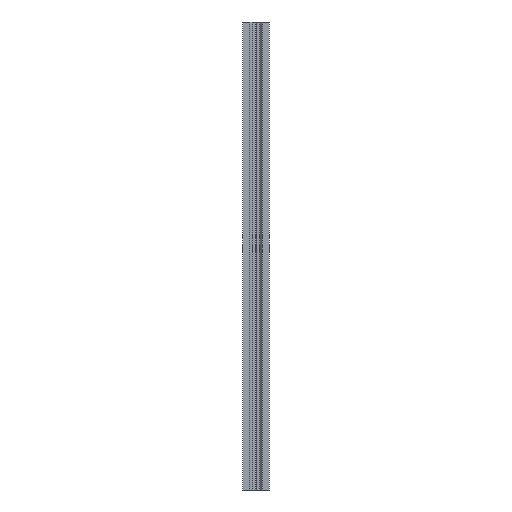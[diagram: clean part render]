
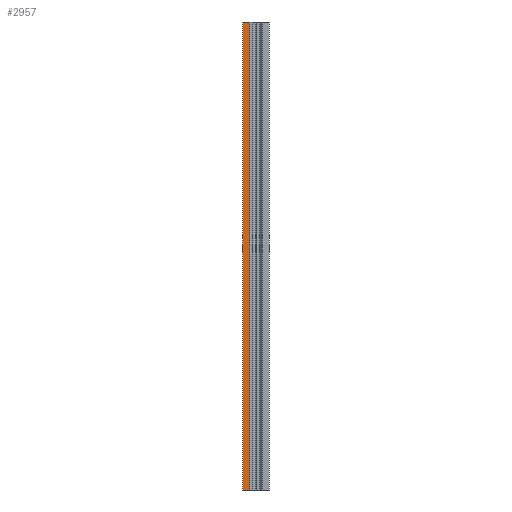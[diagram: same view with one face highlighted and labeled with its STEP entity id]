
A CAD part, left-side view. The second image highlights one B-rep face of the part: STEP entity #2957.
In plain terms, the highlighted planar face has unit normal (-1, 0, 0).
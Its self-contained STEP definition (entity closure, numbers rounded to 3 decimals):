
#113 = PLANE('',#114);
#114 = AXIS2_PLACEMENT_3D('',#115,#116,#117);
#115 = CARTESIAN_POINT('',(-5.433,5.433,175.));
#116 = DIRECTION('',(0.,0.,1.));
#117 = DIRECTION('',(1.,0.,0.));
#167 = PLANE('',#168);
#168 = AXIS2_PLACEMENT_3D('',#169,#170,#171);
#169 = CARTESIAN_POINT('',(-5.433,5.433,-175.));
#170 = DIRECTION('',(0.,0.,1.));
#171 = DIRECTION('',(1.,0.,0.));
#543 = VERTEX_POINT('',#544);
#544 = CARTESIAN_POINT('',(-10.,10.,-175.));
#558 = PLANE('',#559);
#559 = AXIS2_PLACEMENT_3D('',#560,#561,#562);
#560 = CARTESIAN_POINT('',(-4.58,10.,-175.));
#561 = DIRECTION('',(0.,-1.,0.));
#562 = DIRECTION('',(-1.,0.,0.));
#570 = EDGE_CURVE('',#543,#571,#573,.T.);
#571 = VERTEX_POINT('',#572);
#572 = CARTESIAN_POINT('',(-10.,4.58,-175.));
#573 = SURFACE_CURVE('',#574,(#578,#585),.PCURVE_S1.);
#574 = LINE('',#575,#576);
#575 = CARTESIAN_POINT('',(-10.,10.,-175.));
#576 = VECTOR('',#577,1.);
#577 = DIRECTION('',(0.,-1.,0.));
#578 = PCURVE('',#167,#579);
#579 = DEFINITIONAL_REPRESENTATION('',(#580),#584);
#580 = LINE('',#581,#582);
#581 = CARTESIAN_POINT('',(-4.567,4.567));
#582 = VECTOR('',#583,1.);
#583 = DIRECTION('',(0.,-1.));
#584 = ( GEOMETRIC_REPRESENTATION_CONTEXT(2) 
PARAMETRIC_REPRESENTATION_CONTEXT() REPRESENTATION_CONTEXT('2D SPACE',''
  ) );
#585 = PCURVE('',#586,#591);
#586 = PLANE('',#587);
#587 = AXIS2_PLACEMENT_3D('',#588,#589,#590);
#588 = CARTESIAN_POINT('',(-10.,10.,-175.));
#589 = DIRECTION('',(1.,0.,0.));
#590 = DIRECTION('',(0.,-1.,0.));
#591 = DEFINITIONAL_REPRESENTATION('',(#592),#596);
#592 = LINE('',#593,#594);
#593 = CARTESIAN_POINT('',(0.,0.));
#594 = VECTOR('',#595,1.);
#595 = DIRECTION('',(1.,0.));
#596 = ( GEOMETRIC_REPRESENTATION_CONTEXT(2) 
PARAMETRIC_REPRESENTATION_CONTEXT() REPRESENTATION_CONTEXT('2D SPACE',''
  ) );
#614 = PLANE('',#615);
#615 = AXIS2_PLACEMENT_3D('',#616,#617,#618);
#616 = CARTESIAN_POINT('',(-8.2,3.125,-175.));
#617 = DIRECTION('',(-0.629,-0.778,0.));
#618 = DIRECTION('',(-0.778,0.629,0.));
#953 = VERTEX_POINT('',#954);
#954 = CARTESIAN_POINT('',(-10.,10.,175.));
#975 = EDGE_CURVE('',#953,#976,#978,.T.);
#976 = VERTEX_POINT('',#977);
#977 = CARTESIAN_POINT('',(-10.,4.58,175.));
#978 = SURFACE_CURVE('',#979,(#983,#990),.PCURVE_S1.);
#979 = LINE('',#980,#981);
#980 = CARTESIAN_POINT('',(-10.,10.,175.));
#981 = VECTOR('',#982,1.);
#982 = DIRECTION('',(0.,-1.,0.));
#983 = PCURVE('',#113,#984);
#984 = DEFINITIONAL_REPRESENTATION('',(#985),#989);
#985 = LINE('',#986,#987);
#986 = CARTESIAN_POINT('',(-4.567,4.567));
#987 = VECTOR('',#988,1.);
#988 = DIRECTION('',(0.,-1.));
#989 = ( GEOMETRIC_REPRESENTATION_CONTEXT(2) 
PARAMETRIC_REPRESENTATION_CONTEXT() REPRESENTATION_CONTEXT('2D SPACE',''
  ) );
#990 = PCURVE('',#586,#991);
#991 = DEFINITIONAL_REPRESENTATION('',(#992),#996);
#992 = LINE('',#993,#994);
#993 = CARTESIAN_POINT('',(0.,-350.));
#994 = VECTOR('',#995,1.);
#995 = DIRECTION('',(1.,0.));
#996 = ( GEOMETRIC_REPRESENTATION_CONTEXT(2) 
PARAMETRIC_REPRESENTATION_CONTEXT() REPRESENTATION_CONTEXT('2D SPACE',''
  ) );
#2936 = EDGE_CURVE('',#543,#953,#2937,.T.);
#2937 = SURFACE_CURVE('',#2938,(#2942,#2949),.PCURVE_S1.);
#2938 = LINE('',#2939,#2940);
#2939 = CARTESIAN_POINT('',(-10.,10.,-175.));
#2940 = VECTOR('',#2941,1.);
#2941 = DIRECTION('',(0.,0.,1.));
#2942 = PCURVE('',#558,#2943);
#2943 = DEFINITIONAL_REPRESENTATION('',(#2944),#2948);
#2944 = LINE('',#2945,#2946);
#2945 = CARTESIAN_POINT('',(5.42,0.));
#2946 = VECTOR('',#2947,1.);
#2947 = DIRECTION('',(0.,-1.));
#2948 = ( GEOMETRIC_REPRESENTATION_CONTEXT(2) 
PARAMETRIC_REPRESENTATION_CONTEXT() REPRESENTATION_CONTEXT('2D SPACE',''
  ) );
#2949 = PCURVE('',#586,#2950);
#2950 = DEFINITIONAL_REPRESENTATION('',(#2951),#2955);
#2951 = LINE('',#2952,#2953);
#2952 = CARTESIAN_POINT('',(0.,0.));
#2953 = VECTOR('',#2954,1.);
#2954 = DIRECTION('',(0.,-1.));
#2955 = ( GEOMETRIC_REPRESENTATION_CONTEXT(2) 
PARAMETRIC_REPRESENTATION_CONTEXT() REPRESENTATION_CONTEXT('2D SPACE',''
  ) );
#2957 = ADVANCED_FACE('',(#2958),#586,.F.);
#2958 = FACE_BOUND('',#2959,.F.);
#2959 = EDGE_LOOP('',(#2960,#2961,#2962,#2983));
#2960 = ORIENTED_EDGE('',*,*,#2936,.T.);
#2961 = ORIENTED_EDGE('',*,*,#975,.T.);
#2962 = ORIENTED_EDGE('',*,*,#2963,.F.);
#2963 = EDGE_CURVE('',#571,#976,#2964,.T.);
#2964 = SURFACE_CURVE('',#2965,(#2969,#2976),.PCURVE_S1.);
#2965 = LINE('',#2966,#2967);
#2966 = CARTESIAN_POINT('',(-10.,4.58,-175.));
#2967 = VECTOR('',#2968,1.);
#2968 = DIRECTION('',(0.,0.,1.));
#2969 = PCURVE('',#586,#2970);
#2970 = DEFINITIONAL_REPRESENTATION('',(#2971),#2975);
#2971 = LINE('',#2972,#2973);
#2972 = CARTESIAN_POINT('',(5.42,0.));
#2973 = VECTOR('',#2974,1.);
#2974 = DIRECTION('',(0.,-1.));
#2975 = ( GEOMETRIC_REPRESENTATION_CONTEXT(2) 
PARAMETRIC_REPRESENTATION_CONTEXT() REPRESENTATION_CONTEXT('2D SPACE',''
  ) );
#2976 = PCURVE('',#614,#2977);
#2977 = DEFINITIONAL_REPRESENTATION('',(#2978),#2982);
#2978 = LINE('',#2979,#2980);
#2979 = CARTESIAN_POINT('',(2.315,0.));
#2980 = VECTOR('',#2981,1.);
#2981 = DIRECTION('',(0.,-1.));
#2982 = ( GEOMETRIC_REPRESENTATION_CONTEXT(2) 
PARAMETRIC_REPRESENTATION_CONTEXT() REPRESENTATION_CONTEXT('2D SPACE',''
  ) );
#2983 = ORIENTED_EDGE('',*,*,#570,.F.);
